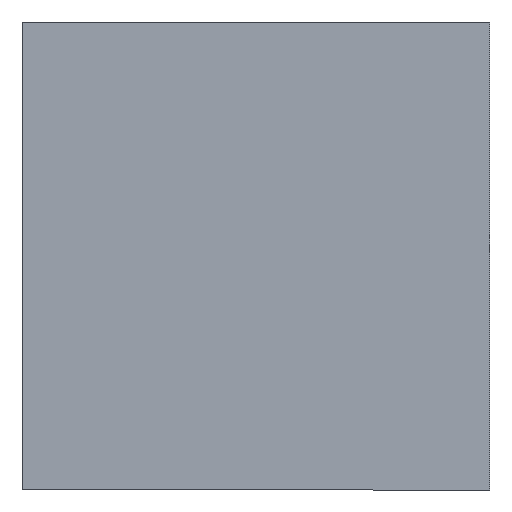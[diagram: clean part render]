
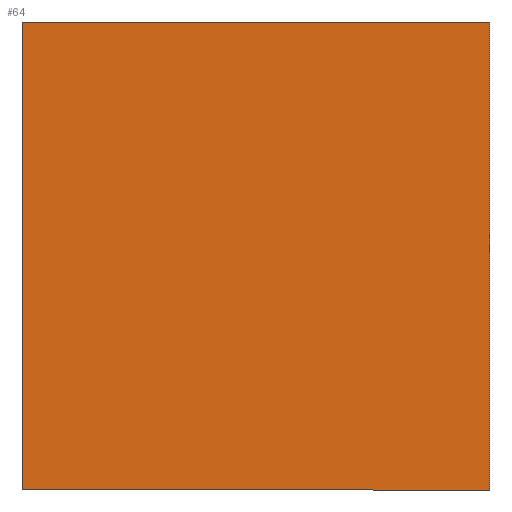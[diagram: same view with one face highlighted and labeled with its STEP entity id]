
A CAD part, front view. The second image highlights one B-rep face of the part: STEP entity #64.
In plain terms, the highlighted planar face has unit normal (0, -1, 0).
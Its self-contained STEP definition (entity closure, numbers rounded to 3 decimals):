
#7 = LINE ( 'NONE', #86, #50 ) ;
#15 = PLANE ( 'NONE',  #28 ) ;
#19 = CARTESIAN_POINT ( 'NONE',  ( 0., 0., 0. ) ) ;
#25 = VECTOR ( 'NONE', #165, 1000. ) ;
#28 = AXIS2_PLACEMENT_3D ( 'NONE', #173, #98, #80 ) ;
#29 = VERTEX_POINT ( 'NONE', #161 ) ;
#30 = DIRECTION ( 'NONE',  ( 0., 0., -1. ) ) ;
#31 = EDGE_CURVE ( 'NONE', #29, #144, #128, .T. ) ;
#45 = DIRECTION ( 'NONE',  ( 1., 0., 0. ) ) ;
#47 = VECTOR ( 'NONE', #30, 1000. ) ;
#48 = CARTESIAN_POINT ( 'NONE',  ( 20., 0., -20. ) ) ;
#50 = VECTOR ( 'NONE', #118, 1000. ) ;
#54 = VERTEX_POINT ( 'NONE', #71 ) ;
#58 = LINE ( 'NONE', #116, #137 ) ;
#60 = LINE ( 'NONE', #130, #25 ) ;
#64 = ADVANCED_FACE ( 'NONE', ( #186 ), #15, .F. ) ;
#70 = VERTEX_POINT ( 'NONE', #19 ) ;
#71 = CARTESIAN_POINT ( 'NONE',  ( 0., 0., -20. ) ) ;
#80 = DIRECTION ( 'NONE',  ( 0., 0., 1. ) ) ;
#81 = ORIENTED_EDGE ( 'NONE', *, *, #31, .F. ) ;
#83 = CARTESIAN_POINT ( 'NONE',  ( 20., 0., 0. ) ) ;
#86 = CARTESIAN_POINT ( 'NONE',  ( 0., 0., -20. ) ) ;
#93 = EDGE_CURVE ( 'NONE', #70, #29, #58, .T. ) ;
#98 = DIRECTION ( 'NONE',  ( 0., 1., 0. ) ) ;
#99 = ORIENTED_EDGE ( 'NONE', *, *, #93, .F. ) ;
#110 = EDGE_CURVE ( 'NONE', #144, #54, #60, .T. ) ;
#116 = CARTESIAN_POINT ( 'NONE',  ( 0., 0., 0. ) ) ;
#118 = DIRECTION ( 'NONE',  ( 0., 0., 1. ) ) ;
#124 = ORIENTED_EDGE ( 'NONE', *, *, #145, .F. ) ;
#128 = LINE ( 'NONE', #83, #47 ) ;
#130 = CARTESIAN_POINT ( 'NONE',  ( 20., 0., -20. ) ) ;
#137 = VECTOR ( 'NONE', #45, 1000. ) ;
#144 = VERTEX_POINT ( 'NONE', #48 ) ;
#145 = EDGE_CURVE ( 'NONE', #54, #70, #7, .T. ) ;
#156 = EDGE_LOOP ( 'NONE', ( #124, #183, #81, #99 ) ) ;
#161 = CARTESIAN_POINT ( 'NONE',  ( 20., 0., 0. ) ) ;
#165 = DIRECTION ( 'NONE',  ( -1., 0., 0. ) ) ;
#173 = CARTESIAN_POINT ( 'NONE',  ( 0., 0., 0. ) ) ;
#183 = ORIENTED_EDGE ( 'NONE', *, *, #110, .F. ) ;
#186 = FACE_OUTER_BOUND ( 'NONE', #156, .T. ) ;
